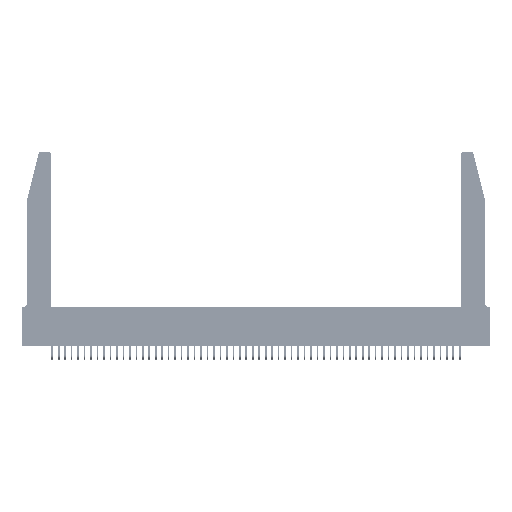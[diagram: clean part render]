
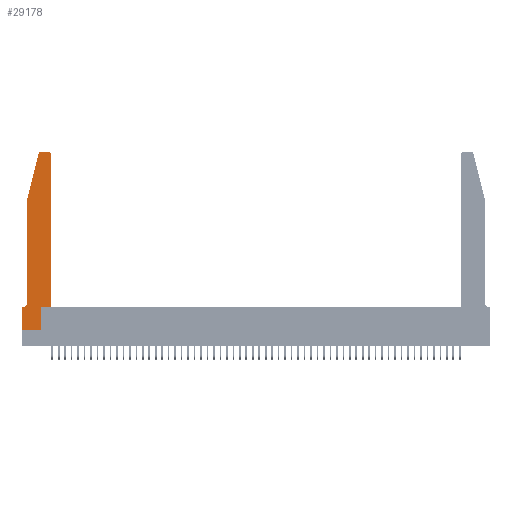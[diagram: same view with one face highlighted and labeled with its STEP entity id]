
A CAD part, top view. The second image highlights one B-rep face of the part: STEP entity #29178.
In plain terms, the highlighted planar face has unit normal (0, 0, 1).
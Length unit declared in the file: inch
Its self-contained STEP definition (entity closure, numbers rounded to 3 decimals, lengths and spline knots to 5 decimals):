
#109 = DIRECTION ( 'NONE',  ( -1., 0., 0. ) ) ;
#174 = LINE ( 'NONE', #35039, #30649 ) ;
#565 = DIRECTION ( 'NONE',  ( 1., 0., 0. ) ) ;
#1074 = VECTOR ( 'NONE', #32237, 39.37008 ) ;
#1990 = FACE_OUTER_BOUND ( 'NONE', #52180, .T. ) ;
#3439 = CIRCLE ( 'NONE', #7896, 0.07 ) ;
#3582 = ORIENTED_EDGE ( 'NONE', *, *, #15301, .T. ) ;
#3990 = LINE ( 'NONE', #16862, #41558 ) ;
#4087 = CARTESIAN_POINT ( 'NONE',  ( 0., 0., 0.37 ) ) ;
#4881 = CARTESIAN_POINT ( 'NONE',  ( 0.0755, 0.35, 0.37 ) ) ;
#5764 = EDGE_CURVE ( 'NONE', #35686, #21584, #37064, .T. ) ;
#5769 = EDGE_CURVE ( 'NONE', #22510, #28036, #3990, .T. ) ;
#5974 = EDGE_CURVE ( 'NONE', #35483, #47081, #26639, .T. ) ;
#6331 = CARTESIAN_POINT ( 'NONE',  ( 0.0755, 2., 0.37 ) ) ;
#6685 = CARTESIAN_POINT ( 'NONE',  ( 0., 0.35, 0.37 ) ) ;
#7896 = AXIS2_PLACEMENT_3D ( 'NONE', #49208, #33094, #109 ) ;
#8462 = DIRECTION ( 'NONE',  ( 1., 0., 0. ) ) ;
#8558 = DIRECTION ( 'NONE',  ( -1., 0., 0. ) ) ;
#10727 = LINE ( 'NONE', #4087, #24275 ) ;
#11241 = CARTESIAN_POINT ( 'NONE',  ( 0.2865, 0., 0.37 ) ) ;
#12355 = CARTESIAN_POINT ( 'NONE',  ( 0., 0.35, 0.37 ) ) ;
#12888 = CARTESIAN_POINT ( 'NONE',  ( 0.2865, 0.35, 0.37 ) ) ;
#13019 = VECTOR ( 'NONE', #43780, 39.37008 ) ;
#14092 = ORIENTED_EDGE ( 'NONE', *, *, #42890, .T. ) ;
#14345 = CARTESIAN_POINT ( 'NONE',  ( 0.0755, 0.42, 0.37 ) ) ;
#15001 = CARTESIAN_POINT ( 'NONE',  ( 0.4505, 2.72, 0.37 ) ) ;
#15030 = VECTOR ( 'NONE', #8558, 39.37008 ) ;
#15301 = EDGE_CURVE ( 'NONE', #25136, #45404, #35629, .T. ) ;
#16862 = CARTESIAN_POINT ( 'NONE',  ( 0.4505, 0.35, 0.37 ) ) ;
#17627 = CIRCLE ( 'NONE', #38663, 0.03 ) ;
#17944 = ORIENTED_EDGE ( 'NONE', *, *, #46021, .T. ) ;
#17950 = EDGE_CURVE ( 'NONE', #21584, #35141, #10727, .T. ) ;
#18411 = CARTESIAN_POINT ( 'NONE',  ( 0.4505, 0.35, 0.37 ) ) ;
#19351 = CARTESIAN_POINT ( 'NONE',  ( 0.284, 2.75, 0.37 ) ) ;
#20070 = VECTOR ( 'NONE', #565, 39.37008 ) ;
#20998 = CARTESIAN_POINT ( 'NONE',  ( 0.25487, 2.72718, 0.37 ) ) ;
#21584 = VERTEX_POINT ( 'NONE', #12355 ) ;
#22510 = VERTEX_POINT ( 'NONE', #18411 ) ;
#23015 = EDGE_CURVE ( 'NONE', #42159, #47812, #26352, .T. ) ;
#23088 = CARTESIAN_POINT ( 'NONE',  ( 0.0755, 2., 0.37 ) ) ;
#23100 = VECTOR ( 'NONE', #23273, 39.37008 ) ;
#23273 = DIRECTION ( 'NONE',  ( -0.239, -0.971, 0. ) ) ;
#23337 = DIRECTION ( 'NONE',  ( 1., 0., 0. ) ) ;
#23842 = EDGE_CURVE ( 'NONE', #45404, #35483, #33449, .T. ) ;
#24275 = VECTOR ( 'NONE', #44659, 39.37008 ) ;
#24683 = CARTESIAN_POINT ( 'NONE',  ( 0.0055, 0.35, 0.37 ) ) ;
#25136 = VERTEX_POINT ( 'NONE', #19351 ) ;
#26352 = LINE ( 'NONE', #38387, #44469 ) ;
#26639 = LINE ( 'NONE', #6331, #13019 ) ;
#26794 = ORIENTED_EDGE ( 'NONE', *, *, #47968, .T. ) ;
#26817 = ORIENTED_EDGE ( 'NONE', *, *, #5764, .T. ) ;
#28036 = VERTEX_POINT ( 'NONE', #15001 ) ;
#28358 = CARTESIAN_POINT ( 'NONE',  ( 0.4205, 2.75, 0.37 ) ) ;
#28730 = CARTESIAN_POINT ( 'NONE',  ( 0.284, 2.72, 0.37 ) ) ;
#29178 = ADVANCED_FACE ( 'NONE', ( #1990 ), #52528, .T. ) ;
#29358 = DIRECTION ( 'NONE',  ( 0., 1., 0. ) ) ;
#30564 = VERTEX_POINT ( 'NONE', #28358 ) ;
#30649 = VECTOR ( 'NONE', #43149, 39.37008 ) ;
#31103 = LINE ( 'NONE', #41852, #20070 ) ;
#31321 = ORIENTED_EDGE ( 'NONE', *, *, #17950, .T. ) ;
#31833 = ORIENTED_EDGE ( 'NONE', *, *, #5974, .T. ) ;
#32018 = ORIENTED_EDGE ( 'NONE', *, *, #5769, .T. ) ;
#32237 = DIRECTION ( 'NONE',  ( -1., 0., 0. ) ) ;
#33094 = DIRECTION ( 'NONE',  ( 0., 0., -1. ) ) ;
#33449 = LINE ( 'NONE', #23088, #23100 ) ;
#33719 = ORIENTED_EDGE ( 'NONE', *, *, #50156, .T. ) ;
#34803 = LINE ( 'NONE', #47630, #1074 ) ;
#35039 = CARTESIAN_POINT ( 'NONE',  ( 0.4505, 0.35, 0.37 ) ) ;
#35141 = VERTEX_POINT ( 'NONE', #53373 ) ;
#35483 = VERTEX_POINT ( 'NONE', #39910 ) ;
#35629 = CIRCLE ( 'NONE', #37466, 0.03 ) ;
#35668 = DIRECTION ( 'NONE',  ( 0., 0., 1. ) ) ;
#35686 = VERTEX_POINT ( 'NONE', #24683 ) ;
#36716 = DIRECTION ( 'NONE',  ( 0., 0., 1. ) ) ;
#37064 = LINE ( 'NONE', #4881, #15030 ) ;
#37238 = DIRECTION ( 'NONE',  ( 0., 0., 1. ) ) ;
#37466 = AXIS2_PLACEMENT_3D ( 'NONE', #28730, #36716, #44989 ) ;
#38387 = CARTESIAN_POINT ( 'NONE',  ( 0.2865, 0.35, 0.37 ) ) ;
#38663 = AXIS2_PLACEMENT_3D ( 'NONE', #45897, #37238, #8462 ) ;
#39078 = ORIENTED_EDGE ( 'NONE', *, *, #23015, .T. ) ;
#39910 = CARTESIAN_POINT ( 'NONE',  ( 0.0755, 2., 0.37 ) ) ;
#41558 = VECTOR ( 'NONE', #29358, 39.37008 ) ;
#41852 = CARTESIAN_POINT ( 'NONE',  ( 0., 0., 0.37 ) ) ;
#42159 = VERTEX_POINT ( 'NONE', #11241 ) ;
#42538 = DIRECTION ( 'NONE',  ( 0., 1., 0. ) ) ;
#42890 = EDGE_CURVE ( 'NONE', #28036, #30564, #17627, .T. ) ;
#43149 = DIRECTION ( 'NONE',  ( 1., 0., 0. ) ) ;
#43155 = EDGE_CURVE ( 'NONE', #47812, #22510, #174, .T. ) ;
#43580 = ORIENTED_EDGE ( 'NONE', *, *, #43155, .T. ) ;
#43780 = DIRECTION ( 'NONE',  ( 0., -1., 0. ) ) ;
#44469 = VECTOR ( 'NONE', #42538, 39.37008 ) ;
#44659 = DIRECTION ( 'NONE',  ( 0., -1., 0. ) ) ;
#44989 = DIRECTION ( 'NONE',  ( 1., 0., 0. ) ) ;
#45404 = VERTEX_POINT ( 'NONE', #20998 ) ;
#45859 = AXIS2_PLACEMENT_3D ( 'NONE', #6685, #35668, #23337 ) ;
#45897 = CARTESIAN_POINT ( 'NONE',  ( 0.4205, 2.72, 0.37 ) ) ;
#46021 = EDGE_CURVE ( 'NONE', #47081, #35686, #3439, .T. ) ;
#47081 = VERTEX_POINT ( 'NONE', #14345 ) ;
#47630 = CARTESIAN_POINT ( 'NONE',  ( 0.2605, 2.75, 0.37 ) ) ;
#47812 = VERTEX_POINT ( 'NONE', #12888 ) ;
#47968 = EDGE_CURVE ( 'NONE', #35141, #42159, #31103, .T. ) ;
#49208 = CARTESIAN_POINT ( 'NONE',  ( 0.0055, 0.42, 0.37 ) ) ;
#50156 = EDGE_CURVE ( 'NONE', #30564, #25136, #34803, .T. ) ;
#50651 = ORIENTED_EDGE ( 'NONE', *, *, #23842, .T. ) ;
#52180 = EDGE_LOOP ( 'NONE', ( #33719, #3582, #50651, #31833, #17944, #26817, #31321, #26794, #39078, #43580, #32018, #14092 ) ) ;
#52528 = PLANE ( 'NONE',  #45859 ) ;
#53373 = CARTESIAN_POINT ( 'NONE',  ( 0., 0., 0.37 ) ) ;
